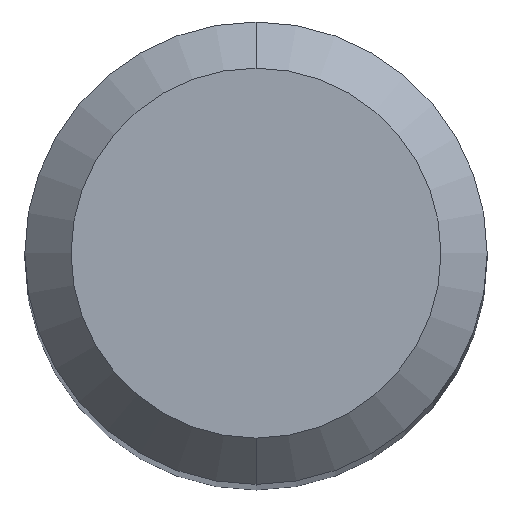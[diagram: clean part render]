
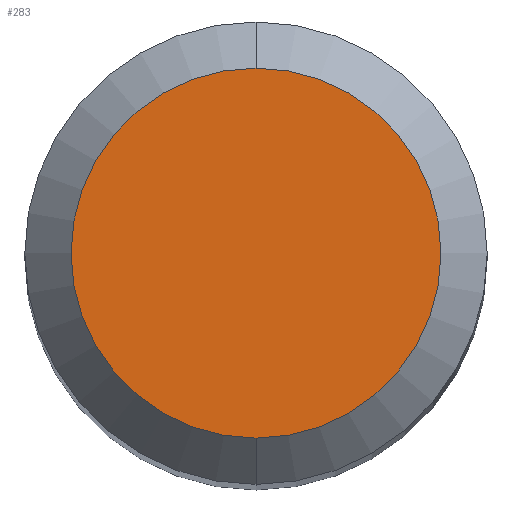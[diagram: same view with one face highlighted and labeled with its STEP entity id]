
A CAD part, top view. The second image highlights one B-rep face of the part: STEP entity #283.
In plain terms, the highlighted planar face has unit normal (0, 0, 1).
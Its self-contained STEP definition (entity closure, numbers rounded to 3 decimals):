
#189=EDGE_CURVE('',#209,#375,#481,.T.);
#197=EDGE_CURVE('',#375,#209,#490,.T.);
#209=VERTEX_POINT('',#504);
#283=ADVANCED_FACE('',(#586),#587,.T.);
#375=VERTEX_POINT('',#686);
#481=CIRCLE('',#799,1.2);
#490=CIRCLE('',#810,1.2);
#504=CARTESIAN_POINT('',(0.0,1.2,0.0));
#586=FACE_OUTER_BOUND('',#1028,.T.);
#587=PLANE('',#1029);
#686=CARTESIAN_POINT('',(0.,-1.2,0.0));
#799=AXIS2_PLACEMENT_3D('',#1395,#1396,#1397);
#810=AXIS2_PLACEMENT_3D('',#1408,#1409,#1410);
#1028=EDGE_LOOP('',(#1531,#1532));
#1029=AXIS2_PLACEMENT_3D('',#1533,#1534,#1535);
#1395=CARTESIAN_POINT('',(0.0,0.0,0.0));
#1396=DIRECTION('',(0.0,0.0,-1.0));
#1397=DIRECTION('',(0.0,1.0,0.0));
#1408=CARTESIAN_POINT('',(0.0,0.0,0.0));
#1409=DIRECTION('',(0.0,0.0,-1.0));
#1410=DIRECTION('',(0.0,1.0,0.0));
#1531=ORIENTED_EDGE('',*,*,#189,.F.);
#1532=ORIENTED_EDGE('',*,*,#197,.F.);
#1533=CARTESIAN_POINT('',(0.0,0.6,0.0));
#1534=DIRECTION('',(-0.0,0.0,1.0));
#1535=DIRECTION('',(0.0,-1.0,0.0));
